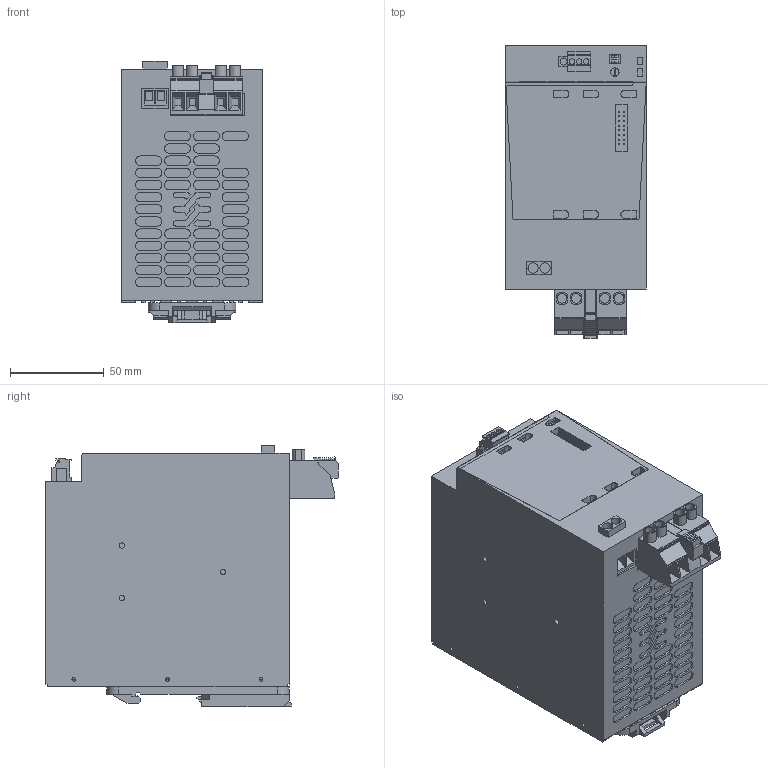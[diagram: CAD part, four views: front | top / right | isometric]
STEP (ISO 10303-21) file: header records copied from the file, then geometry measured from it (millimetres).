
FILE_DESCRIPTION(('CATIA V5 STEP Exchange','CAx-IF Rec.Pracs.--- Model Styling and Organization---1.4--- 2014-01-23'),'2;1');
FILE_NAME ('D1467455_1', '2020-12-16T10:12:48+00:00', ('none'), ('Weidmueller'), 'CATIA Version 5-6 Release 2016 SP3 HF44', 'CATIA V5 STEP AP214', 'none');
FILE_SCHEMA(('AUTOMOTIVE_DESIGN { 1 0 10303 214 1 1 1 1 }'));
Products named in the file (1): S3D_PRO_TOPDC_24V-24V_20A_EX
Bounding box: 75 x 156.3 x 139.5 mm (x, y, z)
Volume: 1209469 mm3; surface area: 131475.1 mm2
Topology: 37 solids, 37 shells, 2106 faces, 5698 edges, 3826 vertices
Faces by surface type: plane 1576, cylinder 399, extrusion 125, cone 6
Entity records: 66419 total; most frequent: CARTESIAN_POINT 14645, ORIENTED_EDGE 11396, DIRECTION 7952, EDGE_CURVE 5698, VECTOR 4629, LINE 4504, VERTEX_POINT 3826, EDGE_LOOP 2302
